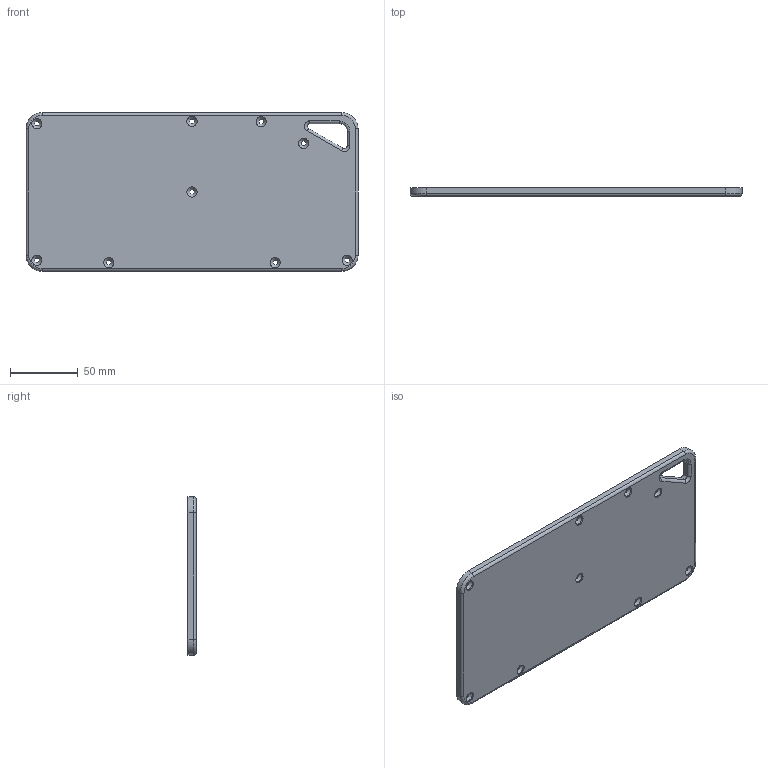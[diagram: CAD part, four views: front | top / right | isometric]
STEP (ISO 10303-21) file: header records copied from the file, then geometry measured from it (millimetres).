
FILE_DESCRIPTION(/* description */ ('STEP AP242','CAx-IF Rec.Pracs.---Representation and Presentation of Product Manufacturing Information (PMI)---4.0---2014-10-13','CAx-IF Rec.Pracs.---3D Tessellated Geometry---0.4---2014-09-14','2;1'),/* implementation_level */ '2;1');
FILE_NAME(/* name */ '67dcbf3b3dbe8d597b5e924e',/* time_stamp */ '2025-03-21T01:22:04Z',/* author */ (''),/* organization */ (''),/* preprocessor_version */ 'ST-DEVELOPER v20',/* originating_system */ 'ONSHAPE BY PTC INC, 1.195',/* authorisation */ ' ');
FILE_SCHEMA (('AP242_MANAGED_MODEL_BASED_3D_ENGINEERING_MIM_LF { 1 0 10303 442 1 1 4 }'));
Length unit declared in the file: metre
Products named in the file (1): BottomPlate
Bounding box: 245 x 6 x 117 mm (x, y, z)
Volume: 95048.6 mm3; surface area: 65514.2 mm2
Topology: 1 solids, 1 shells, 163 faces, 455 edges, 295 vertices
Faces by surface type: cylinder 81, plane 66, cone 9, torus 7
Full cylindrical faces by diameter (mm): 3.7 x9, 7.5 x9
Entity records: 5106 total; most frequent: DIRECTION 918, CARTESIAN_POINT 869, ORIENTED_EDGE 838, EDGE_CURVE 419, AXIS2_PLACEMENT_3D 335, VERTEX_POINT 286, LINE 248, VECTOR 248
